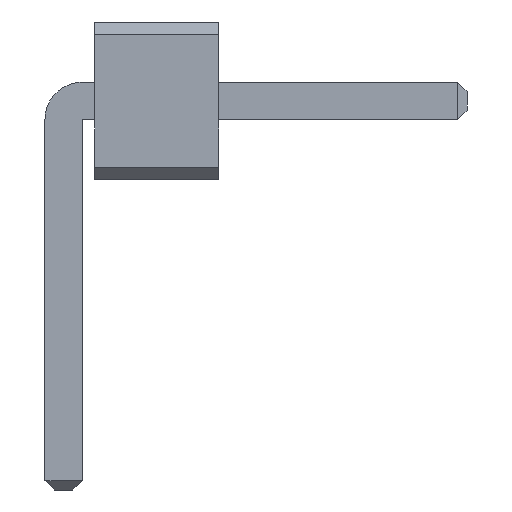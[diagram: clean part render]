
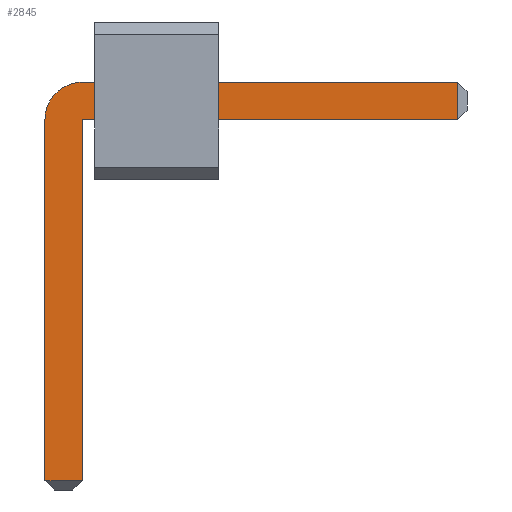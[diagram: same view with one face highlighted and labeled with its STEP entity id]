
A CAD part, front view. The second image highlights one B-rep face of the part: STEP entity #2845.
In plain terms, the highlighted planar face has unit normal (0, -1, 0).
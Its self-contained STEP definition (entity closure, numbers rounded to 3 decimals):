
#13=DIRECTION('',(0.,0.,1.));
#1252=VECTOR('',#13,1.);
#2616=DIRECTION('',(0.,0.,-1.));
#2648=VECTOR('',#2649,1.);
#2649=DIRECTION('',(1.,0.,0.));
#2655=VECTOR('',#2616,1.);
#2662=VECTOR('',#2663,1.);
#2663=DIRECTION('',(-1.,0.,0.));
#2684=DIRECTION('',(-0.,1.,0.));
#2688=DIRECTION('',(0.,1.,0.));
#2689=DIRECTION('',(0.,0.,1.));
#2696=VERTEX_POINT('',#2697);
#2697=CARTESIAN_POINT('',(0.15,-20.15,0.785));
#2699=ORIENTED_EDGE('',*,*,#2700,.T.);
#2700=EDGE_CURVE('',#2696,#2701,#2703,.T.);
#2701=VERTEX_POINT('',#2702);
#2702=CARTESIAN_POINT('',(3.175,-20.15,0.785));
#2703=LINE('',#2704,#2648);
#2704=CARTESIAN_POINT('',(-0.15,-20.15,0.785));
#2741=EDGE_CURVE('',#2742,#2696,#2744,.T.);
#2742=VERTEX_POINT('',#2743);
#2743=CARTESIAN_POINT('',(-0.15,-20.15,0.485));
#2744=CIRCLE('',#2745,0.3);
#2745=AXIS2_PLACEMENT_3D('',#2746,#2684,#2616);
#2746=CARTESIAN_POINT('',(0.15,-20.15,0.485));
#2758=VERTEX_POINT('',#2759);
#2759=CARTESIAN_POINT('',(3.175,-20.15,0.485));
#2761=ORIENTED_EDGE('',*,*,#2762,.T.);
#2762=EDGE_CURVE('',#2758,#2763,#2764,.T.);
#2763=VERTEX_POINT('',#2746);
#2764=LINE('',#2765,#2662);
#2765=CARTESIAN_POINT('',(3.25,-20.15,0.485));
#2777=VERTEX_POINT('',#2778);
#2778=CARTESIAN_POINT('',(-0.15,-20.15,-2.425));
#2780=ORIENTED_EDGE('',*,*,#2781,.T.);
#2781=EDGE_CURVE('',#2777,#2742,#2782,.T.);
#2782=LINE('',#2783,#1252);
#2783=CARTESIAN_POINT('',(-0.15,-20.15,-2.5));
#2791=ORIENTED_EDGE('',*,*,#2792,.T.);
#2792=EDGE_CURVE('',#2763,#2793,#2795,.T.);
#2793=VERTEX_POINT('',#2794);
#2794=CARTESIAN_POINT('',(0.15,-20.15,-2.425));
#2795=LINE('',#2746,#2655);
#2845=ADVANCED_FACE('',(#2846),#2855,.F.);
#2846=FACE_BOUND('',#2847,.F.);
#2847=EDGE_LOOP('',(#2699,#2848,#2761,#2791,#2851,#2780,#2854));
#2848=ORIENTED_EDGE('',*,*,#2849,.T.);
#2849=EDGE_CURVE('',#2701,#2758,#2850,.T.);
#2850=LINE('',#2702,#2655);
#2851=ORIENTED_EDGE('',*,*,#2852,.T.);
#2852=EDGE_CURVE('',#2793,#2777,#2853,.T.);
#2853=LINE('',#2794,#2662);
#2854=ORIENTED_EDGE('',*,*,#2741,.T.);
#2855=PLANE('',#2856);
#2856=AXIS2_PLACEMENT_3D('',#2857,#2688,#2689);
#2857=CARTESIAN_POINT('',(0.858,-20.15,-0.165));
